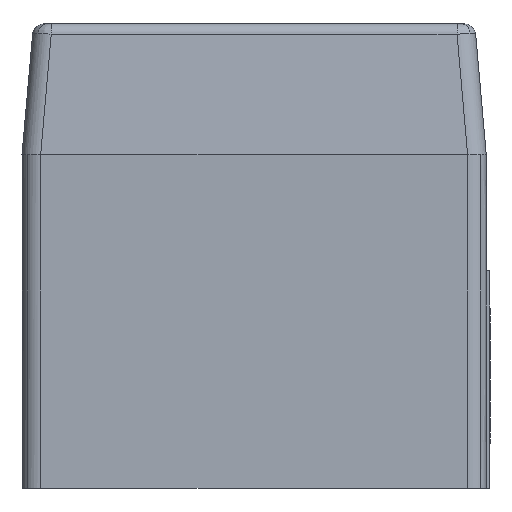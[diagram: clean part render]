
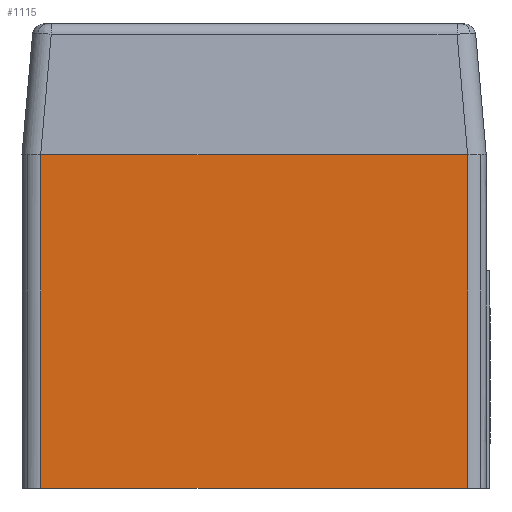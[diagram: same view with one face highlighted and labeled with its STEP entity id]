
A CAD part, front view. The second image highlights one B-rep face of the part: STEP entity #1115.
In plain terms, the highlighted planar face has unit normal (0, -1, 0).
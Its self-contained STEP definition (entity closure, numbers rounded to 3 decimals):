
#43 = FACE_OUTER_BOUND ( 'NONE', #1660, .T. ) ;
#45 = AXIS2_PLACEMENT_3D ( 'NONE', #1268, #1269, #1270 ) ;
#119 = VERTEX_POINT ( 'NONE', #406 ) ;
#156 = VERTEX_POINT ( 'NONE', #443 ) ;
#162 = VERTEX_POINT ( 'NONE', #448 ) ;
#177 = VERTEX_POINT ( 'NONE', #459 ) ;
#189 = VECTOR ( 'NONE', #941, 1000. ) ;
#194 = VECTOR ( 'NONE', #924, 1000. ) ;
#210 = VECTOR ( 'NONE', #882, 1000. ) ;
#214 = VECTOR ( 'NONE', #874, 1000. ) ;
#406 = CARTESIAN_POINT ( 'NONE',  ( 5.702, -16.65, 0. ) ) ;
#443 = CARTESIAN_POINT ( 'NONE',  ( -5.702, -16.65, 0. ) ) ;
#448 = CARTESIAN_POINT ( 'NONE',  ( -5.702, -16.65, -8.9 ) ) ;
#459 = CARTESIAN_POINT ( 'NONE',  ( 5.702, -16.65, -8.9 ) ) ;
#872 = LINE ( 'NONE', #873, #214 ) ;
#873 = CARTESIAN_POINT ( 'NONE',  ( -5.702, -16.65, -4.45 ) ) ;
#874 = DIRECTION ( 'NONE',  ( 0., 0., 1. ) ) ;
#880 = LINE ( 'NONE', #881, #210 ) ;
#881 = CARTESIAN_POINT ( 'NONE',  ( 0., -16.65, 0. ) ) ;
#882 = DIRECTION ( 'NONE',  ( 1., 0., 0. ) ) ;
#922 = LINE ( 'NONE', #923, #194 ) ;
#923 = CARTESIAN_POINT ( 'NONE',  ( 5.702, -16.65, -4.45 ) ) ;
#924 = DIRECTION ( 'NONE',  ( 0., 0., -1. ) ) ;
#939 = LINE ( 'NONE', #940, #189 ) ;
#940 = CARTESIAN_POINT ( 'NONE',  ( 0.05, -16.65, -8.9 ) ) ;
#941 = DIRECTION ( 'NONE',  ( -1., 0., 0. ) ) ;
#1065 = EDGE_CURVE ( 'NONE', #162, #156, #872, .T. ) ;
#1067 = EDGE_CURVE ( 'NONE', #156, #119, #880, .T. ) ;
#1081 = EDGE_CURVE ( 'NONE', #119, #177, #922, .T. ) ;
#1086 = EDGE_CURVE ( 'NONE', #177, #162, #939, .T. ) ;
#1115 = ADVANCED_FACE ( 'NONE', ( #43 ), #1267, .F. ) ;
#1267 = PLANE ( 'NONE',  #45 ) ;
#1268 = CARTESIAN_POINT ( 'NONE',  ( 5.702, -16.65, -8.9 ) ) ;
#1269 = DIRECTION ( 'NONE',  ( 0., 1., 0. ) ) ;
#1270 = DIRECTION ( 'NONE',  ( -1., 0., 0. ) ) ;
#1602 = ORIENTED_EDGE ( 'NONE', *, *, #1081, .F. ) ;
#1603 = ORIENTED_EDGE ( 'NONE', *, *, #1065, .F. ) ;
#1604 = ORIENTED_EDGE ( 'NONE', *, *, #1086, .F. ) ;
#1605 = ORIENTED_EDGE ( 'NONE', *, *, #1067, .F. ) ;
#1660 = EDGE_LOOP ( 'NONE', ( #1603, #1604, #1602, #1605 ) ) ;
